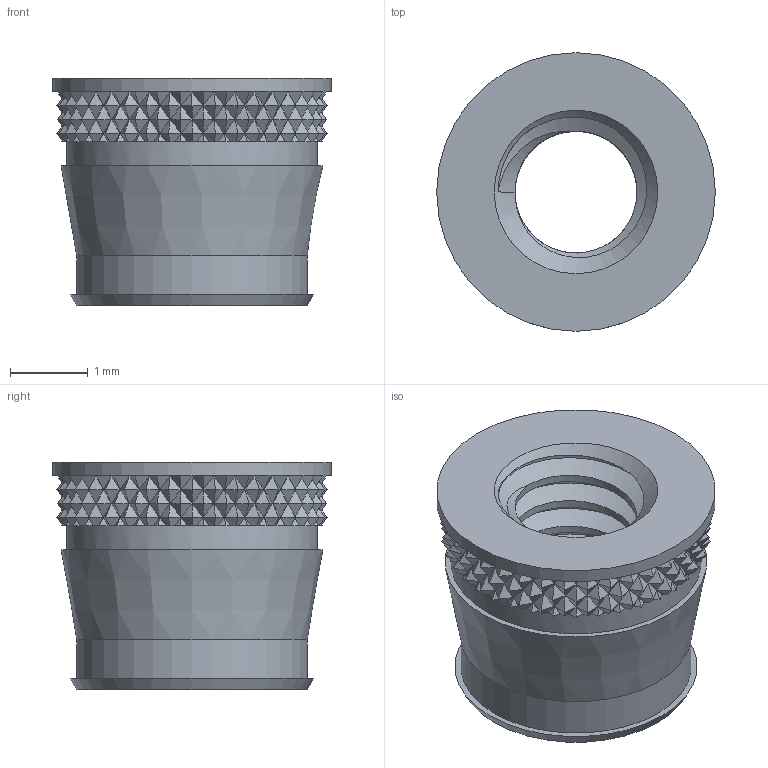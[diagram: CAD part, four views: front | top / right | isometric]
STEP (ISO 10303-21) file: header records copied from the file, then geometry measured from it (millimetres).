
FILE_DESCRIPTION(/* description */ ('STEP AP214'),/* implementation_level */ '2;1');
FILE_NAME(/* name */ '6053715052977113f60a0cd6',/* time_stamp */ '2021-03-18T15:27:14+00:00',/* author */ (''),/* organization */ (''),/* preprocessor_version */ 'ST-DEVELOPER v18.1',/* originating_system */ ' ',/* authorisation */ ' ');
FILE_SCHEMA (('AUTOMOTIVE_DESIGN {1 0 10303 214 3 1 1}'));
Length unit declared in the file: metre
Products named in the file (1): Part 1
Bounding box: 3.58 x 3.58 x 2.92 mm (x, y, z)
Volume: 16.1 mm3; surface area: 72.5 mm2
Topology: 1 solids, 1 shells, 665 faces, 1113 edges, 453 vertices
Faces by surface type: bspline 578, plane 77, cone 5, cylinder 5
Full cylindrical faces by diameter (mm): 2.964 x1, 3.222 x1, 3.58 x1
Entity records: 21184 total; most frequent: CARTESIAN_POINT 13674, ORIENTED_EDGE 2204, EDGE_CURVE 1102, B_SPLINE_CURVE_WITH_KNOTS 797, EDGE_LOOP 676, FACE_BOUND 676, ADVANCED_FACE 664, VERTEX_POINT 450
